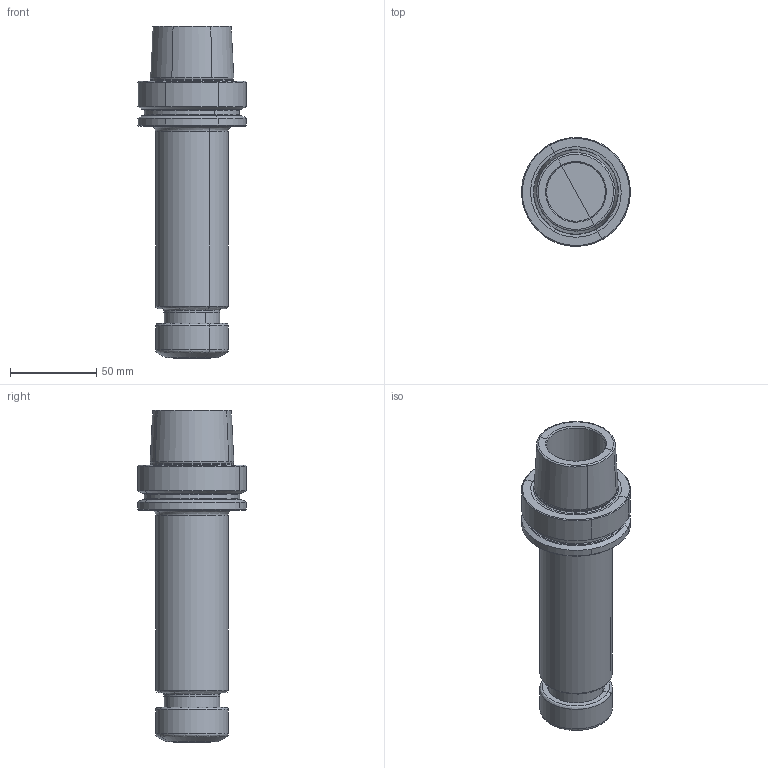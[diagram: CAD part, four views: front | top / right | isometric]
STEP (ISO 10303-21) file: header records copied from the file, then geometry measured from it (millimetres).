
FILE_DESCRIPTION(('CATIA V5 STEP','CAx-IF Rec.Pracs.--- Model Styling and Organization---1.2---2011-12-15'),'2;1');
FILE_NAME('4504599 L.stp','2016-03-08T10:50:18+00:00',('none'),('none'),'CATIA Version 5 Release 21 SP 5 (IN-10)','CATIA V5 STEP AP214','none');
FILE_SCHEMA(('AUTOMOTIVE_DESIGN { 1 0 10303 214 1 1 1 1 }'));
Length unit declared in the file: millimetre
Products named in the file (1): HSK A 63 ER25X160
Bounding box: 62.88 x 62.99 x 192.04 mm (x, y, z)
Volume: 256334.7 mm3; surface area: 42344.3 mm2
Topology: 1 solids, 1 shells, 112 faces, 226 edges, 116 vertices
Faces by surface type: revolution 90, plane 22
Entity records: 3507 total; most frequent: CARTESIAN_POINT 1435, ORIENTED_EDGE 452, DIRECTION 254, EDGE_CURVE 226, B_SPLINE_CURVE_WITH_KNOTS 180, AXIS2_PLACEMENT_3D 131, CIRCLE 116, VERTEX_POINT 116
